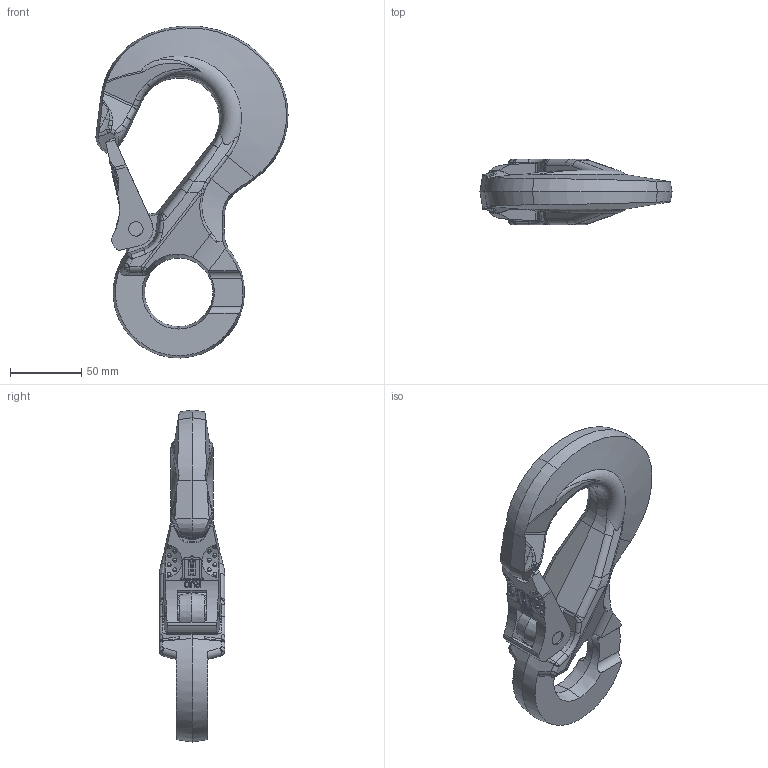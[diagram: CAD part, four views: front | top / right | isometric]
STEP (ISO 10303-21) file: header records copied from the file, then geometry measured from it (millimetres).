
FILE_DESCRIPTION((''),'2;1');
FILE_NAME('4VCOEH13','2005-01-19T',('jakubetz'),(''),'PRO/ENGINEER BY PARAMETRIC TECHNOLOGY CORPORATION, 2001400','PRO/ENGINEER BY PARAMETRIC TECHNOLOGY CORPORATION, 2001400','');
FILE_SCHEMA(('CONFIG_CONTROL_DESIGN'));
Length unit declared in the file: millimetre
Products named in the file (1): 4VCOEH13
Bounding box: 134.49 x 46 x 232.37 mm (x, y, z)
Volume: 372949.6 mm3; surface area: 62307.5 mm2
Topology: 2 solids, 4 shells, 455 faces, 1215 edges, 760 vertices
Faces by surface type: plane 214, cylinder 87, bspline 54, sphere 38, cone 36, torus 26
Entity records: 16573 total; most frequent: CARTESIAN_POINT 6085, ORIENTED_EDGE 2370, DIRECTION 1873, EDGE_CURVE 1187, VERTEX_POINT 760, AXIS2_PLACEMENT_3D 645, VECTOR 583, LINE 583
